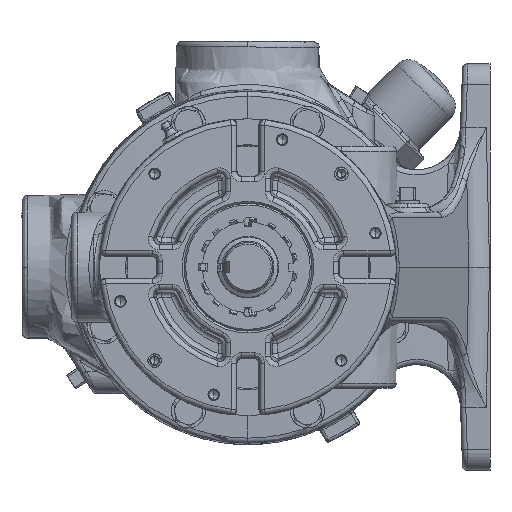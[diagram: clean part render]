
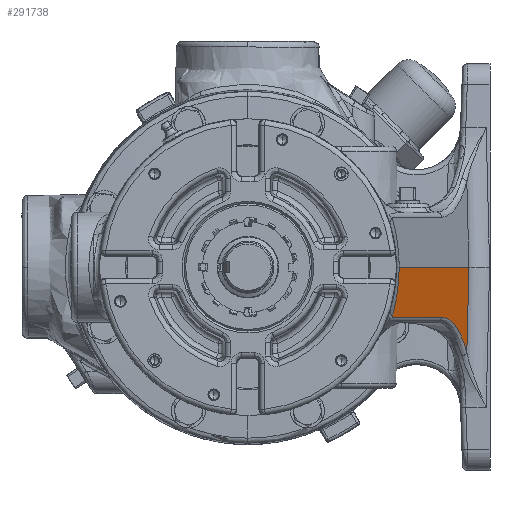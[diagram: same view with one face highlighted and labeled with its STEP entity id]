
A CAD part, left-side view. The second image highlights one B-rep face of the part: STEP entity #291738.
In plain terms, the highlighted planar face has unit normal (-0.342, -0.939, -0.035).
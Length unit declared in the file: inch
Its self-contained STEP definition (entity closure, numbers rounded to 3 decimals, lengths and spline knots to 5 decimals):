
#5688 = ORIENTED_EDGE ( 'NONE', *, *, #186509, .T. ) ;
#7196 = CARTESIAN_POINT ( 'NONE',  ( -9.41643, -3.27679, -1.13419 ) ) ;
#23804 = CARTESIAN_POINT ( 'NONE',  ( -9.17231, -3.37939, -0.76419 ) ) ;
#28514 = DIRECTION ( 'NONE',  ( 0.94, -0.342, 0. ) ) ;
#32753 = CARTESIAN_POINT ( 'NONE',  ( -4.73797, -5.01927, -0.06681 ) ) ;
#43482 = CARTESIAN_POINT ( 'NONE',  ( -6.34025, -4.39642, -1.13419 ) ) ;
#56126 = EDGE_CURVE ( 'NONE', #291327, #229886, #170810, .T. ) ;
#57362 =( BOUNDED_CURVE ( )  B_SPLINE_CURVE ( 3, ( #43482, #188168, #237493, #239045 ),
 .UNSPECIFIED., .F., .F. ) 
 B_SPLINE_CURVE_WITH_KNOTS ( ( 4, 4 ),
 ( 4.81414, 5.71965 ),
 .UNSPECIFIED. ) 
 CURVE ( )  GEOMETRIC_REPRESENTATION_ITEM ( )  RATIONAL_B_SPLINE_CURVE ( ( 1., 0.933, 0.933, 1. ) ) 
 REPRESENTATION_ITEM ( '' )  );
#58162 = DIRECTION ( 'NONE',  ( -0.035, -0.024, 0.999 ) ) ;
#61268 = LINE ( 'NONE', #32753, #132964 ) ;
#94570 = CARTESIAN_POINT ( 'NONE',  ( -2.1682, -5.95707, 0. ) ) ;
#95304 =( BOUNDED_CURVE ( )  B_SPLINE_CURVE ( 3, ( #219344, #174772, #23804, #216230 ),
 .UNSPECIFIED., .F., .F. ) 
 B_SPLINE_CURVE_WITH_KNOTS ( ( 4, 4 ),
 ( 3.11242, 3.37495 ),
 .UNSPECIFIED. ) 
 CURVE ( )  GEOMETRIC_REPRESENTATION_ITEM ( )  RATIONAL_B_SPLINE_CURVE ( ( 1., 0.994, 0.994, 1. ) ) 
 REPRESENTATION_ITEM ( '' )  );
#110365 = CARTESIAN_POINT ( 'NONE',  ( -4.7403, -5.02091, 0. ) ) ;
#114615 = FACE_OUTER_BOUND ( 'NONE', #154812, .T. ) ;
#122901 = EDGE_CURVE ( 'NONE', #260507, #304244, #57362, .T. ) ;
#132964 = VECTOR ( 'NONE', #58162, 39.37008 ) ;
#150960 = CARTESIAN_POINT ( 'NONE',  ( -6.30062, -4.41085, -1.13419 ) ) ;
#154812 = EDGE_LOOP ( 'NONE', ( #175818, #182785, #5688, #217926, #293923 ) ) ;
#170810 = LINE ( 'NONE', #94570, #204560 ) ;
#174772 = CARTESIAN_POINT ( 'NONE',  ( -9.06472, -3.43268, -0.38395 ) ) ;
#175818 = ORIENTED_EDGE ( 'NONE', *, *, #56126, .F. ) ;
#182785 = ORIENTED_EDGE ( 'NONE', *, *, #305377, .T. ) ;
#184707 = VECTOR ( 'NONE', #28514, 39.37008 ) ;
#186509 = EDGE_CURVE ( 'NONE', #234121, #260507, #248004, .T. ) ;
#187755 = CARTESIAN_POINT ( 'NONE',  ( -2.1682, -5.95707, 0. ) ) ;
#188168 = CARTESIAN_POINT ( 'NONE',  ( -5.67748, -4.63765, -1.13419 ) ) ;
#191528 = DIRECTION ( 'NONE',  ( 0.94, -0.342, 0. ) ) ;
#204560 = VECTOR ( 'NONE', #191528, 39.37008 ) ;
#216230 = CARTESIAN_POINT ( 'NONE',  ( -9.41643, -3.27679, -1.13419 ) ) ;
#217926 = ORIENTED_EDGE ( 'NONE', *, *, #122901, .T. ) ;
#219344 = CARTESIAN_POINT ( 'NONE',  ( -9.0955, -3.43574, 0. ) ) ;
#229886 = VERTEX_POINT ( 'NONE', #110365 ) ;
#234121 = VERTEX_POINT ( 'NONE', #7196 ) ;
#237493 = CARTESIAN_POINT ( 'NONE',  ( -5.08148, -4.8438, -1.42412 ) ) ;
#239045 = CARTESIAN_POINT ( 'NONE',  ( -4.67236, -4.97333, -1.94555 ) ) ;
#248004 = LINE ( 'NONE', #150960, #184707 ) ;
#249489 = EDGE_CURVE ( 'NONE', #304244, #229886, #61268, .T. ) ;
#260507 = VERTEX_POINT ( 'NONE', #276001 ) ;
#276001 = CARTESIAN_POINT ( 'NONE',  ( -6.34025, -4.39642, -1.13419 ) ) ;
#284048 = CARTESIAN_POINT ( 'NONE',  ( -9.0955, -3.43574, 0. ) ) ;
#287968 = PLANE ( 'NONE',  #298484 ) ;
#291327 = VERTEX_POINT ( 'NONE', #284048 ) ;
#291738 = ADVANCED_FACE ( 'Defeatured_0_4354', ( #114615 ), #287968, .T. ) ;
#293923 = ORIENTED_EDGE ( 'NONE', *, *, #249489, .T. ) ;
#298484 = AXIS2_PLACEMENT_3D ( 'NONE', #187755, #313383, #311823 ) ;
#304244 = VERTEX_POINT ( 'NONE', #314454 ) ;
#305377 = EDGE_CURVE ( 'NONE', #291327, #234121, #95304, .T. ) ;
#311823 = DIRECTION ( 'NONE',  ( 0.94, -0.342, 0. ) ) ;
#313383 = DIRECTION ( 'NONE',  ( -0.342, -0.939, -0.035 ) ) ;
#314454 = CARTESIAN_POINT ( 'NONE',  ( -4.67236, -4.97333, -1.94555 ) ) ;
